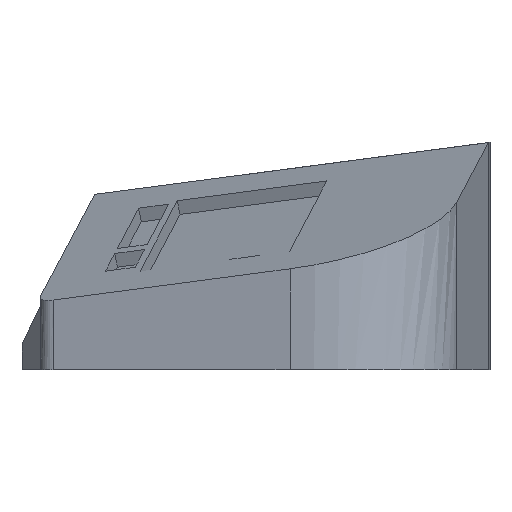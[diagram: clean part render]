
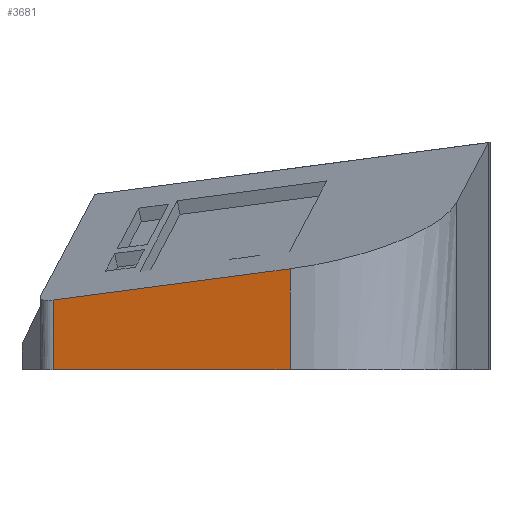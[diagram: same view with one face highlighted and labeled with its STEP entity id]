
A CAD part, left-side view. The second image highlights one B-rep face of the part: STEP entity #3681.
In plain terms, the highlighted planar face has unit normal (-0.974, 0.227, 0).
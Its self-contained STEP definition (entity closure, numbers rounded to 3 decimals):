
#252 = PLANE('',#253);
#253 = AXIS2_PLACEMENT_3D('',#254,#255,#256);
#254 = CARTESIAN_POINT('',(-400.,-321.738,42.054));
#255 = DIRECTION('',(0.,0.,1.));
#256 = DIRECTION('',(1.,0.,0.));
#1522 = VERTEX_POINT('',#1523);
#1523 = CARTESIAN_POINT('',(-191.219,25.612,
    42.054));
#1577 = SURFACE_OF_LINEAR_EXTRUSION('',#1578,#1583);
#1578 = CIRCLE('',#1579,10.);
#1579 = AXIS2_PLACEMENT_3D('',#1580,#1581,#1582);
#1580 = CARTESIAN_POINT('',(-181.926,23.877,
    -61.787));
#1581 = DIRECTION('',(0.293,-0.192,-0.937));
#1582 = DIRECTION('',(-0.929,0.173,-0.326));
#1583 = VECTOR('',#1584,1.);
#1584 = DIRECTION('',(0.,0.,1.));
#1612 = EDGE_CURVE('',#1522,#1613,#1615,.T.);
#1613 = VERTEX_POINT('',#1614);
#1614 = CARTESIAN_POINT('',(-225.201,-120.321,
    42.054));
#1615 = SURFACE_CURVE('',#1616,(#1620,#1626),.PCURVE_S1.);
#1616 = LINE('',#1617,#1618);
#1617 = CARTESIAN_POINT('',(-243.446,-198.672,
    42.054));
#1618 = VECTOR('',#1619,1.);
#1619 = DIRECTION('',(-0.227,-0.974,0.));
#1620 = PCURVE('',#252,#1621);
#1621 = DEFINITIONAL_REPRESENTATION('',(#1622),#1625);
#1622 = B_SPLINE_CURVE_WITH_KNOTS('',1,(#1623,#1624),.UNSPECIFIED.,.F.,
  .F.,(2,2),(-261.17,-55.33),.PIECEWISE_BEZIER_KNOTS.);
#1623 = CARTESIAN_POINT('',(215.786,377.432));
#1624 = CARTESIAN_POINT('',(169.103,176.955));
#1625 = ( GEOMETRIC_REPRESENTATION_CONTEXT(2) 
PARAMETRIC_REPRESENTATION_CONTEXT() REPRESENTATION_CONTEXT('2D SPACE',''
  ) );
#1626 = PCURVE('',#1627,#1632);
#1627 = PLANE('',#1628);
#1628 = AXIS2_PLACEMENT_3D('',#1629,#1630,#1631);
#1629 = CARTESIAN_POINT('',(-208.21,-47.355,
    19.558));
#1630 = DIRECTION('',(0.974,-0.227,0.));
#1631 = DIRECTION('',(0.225,0.966,-0.127));
#1632 = DEFINITIONAL_REPRESENTATION('',(#1633),#1636);
#1633 = B_SPLINE_CURVE_WITH_KNOTS('',1,(#1634,#1635),.UNSPECIFIED.,.F.,
  .F.,(2,2),(-261.17,-55.33),.PIECEWISE_BEZIER_KNOTS.);
#1634 = CARTESIAN_POINT('',(102.085,35.77));
#1635 = CARTESIAN_POINT('',(-102.085,9.591));
#1636 = ( GEOMETRIC_REPRESENTATION_CONTEXT(2) 
PARAMETRIC_REPRESENTATION_CONTEXT() REPRESENTATION_CONTEXT('2D SPACE',''
  ) );
#1700 = SURFACE_OF_LINEAR_EXTRUSION('',#1701,#1706);
#1701 = CIRCLE('',#1702,90.);
#1702 = AXIS2_PLACEMENT_3D('',#1703,#1704,#1705);
#1703 = CARTESIAN_POINT('',(-141.566,-135.932,
    -16.484));
#1704 = DIRECTION('',(0.293,-0.192,-0.937));
#1705 = DIRECTION('',(-0.225,-0.966,0.127));
#1706 = VECTOR('',#1707,1.);
#1707 = DIRECTION('',(0.,0.,1.));
#1969 = PLANE('',#1970);
#1970 = AXIS2_PLACEMENT_3D('',#1971,#1972,#1973);
#1971 = CARTESIAN_POINT('',(-115.718,-98.89,
    134.027));
#1972 = DIRECTION('',(0.293,-0.192,-0.937));
#1973 = DIRECTION('',(-0.954,0.,
    -0.299));
#3637 = EDGE_CURVE('',#1613,#3638,#3640,.T.);
#3638 = VERTEX_POINT('',#3639);
#3639 = CARTESIAN_POINT('',(-225.201,-120.321,
    104.164));
#3640 = SURFACE_CURVE('',#3641,(#3645,#3652),.PCURVE_S1.);
#3641 = LINE('',#3642,#3643);
#3642 = CARTESIAN_POINT('',(-225.201,-120.321,
    -45.836));
#3643 = VECTOR('',#3644,1.);
#3644 = DIRECTION('',(0.,0.,1.));
#3645 = PCURVE('',#1700,#3646);
#3646 = DEFINITIONAL_REPRESENTATION('',(#3647),#3651);
#3647 = LINE('',#3648,#3649);
#3648 = CARTESIAN_POINT('',(1.571,0.));
#3649 = VECTOR('',#3650,1.);
#3650 = DIRECTION('',(0.,1.));
#3651 = ( GEOMETRIC_REPRESENTATION_CONTEXT(2) 
PARAMETRIC_REPRESENTATION_CONTEXT() REPRESENTATION_CONTEXT('2D SPACE',''
  ) );
#3652 = PCURVE('',#1627,#3653);
#3653 = DEFINITIONAL_REPRESENTATION('',(#3654),#3658);
#3654 = LINE('',#3655,#3656);
#3655 = CARTESIAN_POINT('',(-65.993,-74.391));
#3656 = VECTOR('',#3657,1.);
#3657 = DIRECTION('',(-0.127,0.992));
#3658 = ( GEOMETRIC_REPRESENTATION_CONTEXT(2) 
PARAMETRIC_REPRESENTATION_CONTEXT() REPRESENTATION_CONTEXT('2D SPACE',''
  ) );
#3681 = ADVANCED_FACE('',(#3682),#1627,.F.);
#3682 = FACE_BOUND('',#3683,.F.);
#3683 = EDGE_LOOP('',(#3684,#3685,#3686,#3708));
#3684 = ORIENTED_EDGE('',*,*,#3637,.F.);
#3685 = ORIENTED_EDGE('',*,*,#1612,.F.);
#3686 = ORIENTED_EDGE('',*,*,#3687,.T.);
#3687 = EDGE_CURVE('',#1522,#3688,#3690,.T.);
#3688 = VERTEX_POINT('',#3689);
#3689 = CARTESIAN_POINT('',(-191.219,25.612,
    84.951));
#3690 = SURFACE_CURVE('',#3691,(#3695,#3702),.PCURVE_S1.);
#3691 = LINE('',#3692,#3693);
#3692 = CARTESIAN_POINT('',(-191.219,25.612,
    -65.049));
#3693 = VECTOR('',#3694,1.);
#3694 = DIRECTION('',(0.,0.,1.));
#3695 = PCURVE('',#1627,#3696);
#3696 = DEFINITIONAL_REPRESENTATION('',(#3697),#3701);
#3697 = LINE('',#3698,#3699);
#3698 = CARTESIAN_POINT('',(85.071,-74.391));
#3699 = VECTOR('',#3700,1.);
#3700 = DIRECTION('',(-0.127,0.992));
#3701 = ( GEOMETRIC_REPRESENTATION_CONTEXT(2) 
PARAMETRIC_REPRESENTATION_CONTEXT() REPRESENTATION_CONTEXT('2D SPACE',''
  ) );
#3702 = PCURVE('',#1577,#3703);
#3703 = DEFINITIONAL_REPRESENTATION('',(#3704),#3707);
#3704 = B_SPLINE_CURVE_WITH_KNOTS('',1,(#3705,#3706),.UNSPECIFIED.,.F.,
  .F.,(2,2),(0.,150.),.PIECEWISE_BEZIER_KNOTS.);
#3705 = CARTESIAN_POINT('',(0.,0.));
#3706 = CARTESIAN_POINT('',(0.,150.));
#3707 = ( GEOMETRIC_REPRESENTATION_CONTEXT(2) 
PARAMETRIC_REPRESENTATION_CONTEXT() REPRESENTATION_CONTEXT('2D SPACE',''
  ) );
#3708 = ORIENTED_EDGE('',*,*,#3709,.F.);
#3709 = EDGE_CURVE('',#3638,#3688,#3710,.T.);
#3710 = SURFACE_CURVE('',#3711,(#3715,#3722),.PCURVE_S1.);
#3711 = LINE('',#3712,#3713);
#3712 = CARTESIAN_POINT('',(-225.201,-120.321,
    104.164));
#3713 = VECTOR('',#3714,1.);
#3714 = DIRECTION('',(0.225,0.966,-0.127));
#3715 = PCURVE('',#1627,#3716);
#3716 = DEFINITIONAL_REPRESENTATION('',(#3717),#3721);
#3717 = LINE('',#3718,#3719);
#3718 = CARTESIAN_POINT('',(-85.071,74.391));
#3719 = VECTOR('',#3720,1.);
#3720 = DIRECTION('',(1.,0.));
#3721 = ( GEOMETRIC_REPRESENTATION_CONTEXT(2) 
PARAMETRIC_REPRESENTATION_CONTEXT() REPRESENTATION_CONTEXT('2D SPACE',''
  ) );
#3722 = PCURVE('',#1969,#3723);
#3723 = DEFINITIONAL_REPRESENTATION('',(#3724),#3728);
#3724 = LINE('',#3725,#3726);
#3725 = CARTESIAN_POINT('',(113.406,-21.835));
#3726 = VECTOR('',#3727,1.);
#3727 = DIRECTION('',(-0.177,0.984));
#3728 = ( GEOMETRIC_REPRESENTATION_CONTEXT(2) 
PARAMETRIC_REPRESENTATION_CONTEXT() REPRESENTATION_CONTEXT('2D SPACE',''
  ) );
